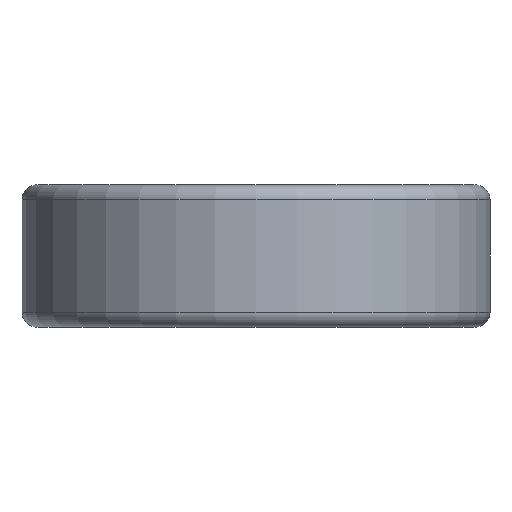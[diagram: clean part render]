
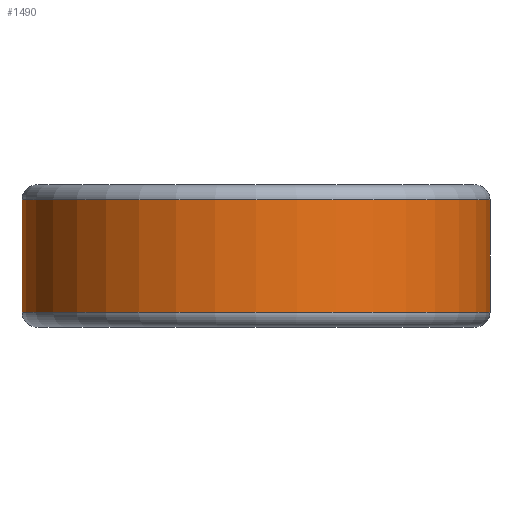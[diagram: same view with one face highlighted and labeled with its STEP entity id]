
A CAD part, front view. The second image highlights one B-rep face of the part: STEP entity #1490.
In plain terms, the highlighted cylindrical face has radius 6.25 mm (diameter 12.5 mm), a partial arc.
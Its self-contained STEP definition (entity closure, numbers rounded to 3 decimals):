
#134=DIRECTION('',(0.,0.,1.));
#135=VECTOR('',#134,3.);
#136=CARTESIAN_POINT('',(6.25,0.,0.4));
#137=LINE('',#136,#135);
#497=CARTESIAN_POINT('',(0.,0.,3.4));
#498=DIRECTION('',(0.,0.,1.));
#499=DIRECTION('',(-1.,0.,0.));
#500=AXIS2_PLACEMENT_3D('',#497,#498,#499);
#502=CARTESIAN_POINT('',(0.,0.,0.4));
#503=DIRECTION('',(0.,0.,-1.));
#504=DIRECTION('',(1.,0.,0.));
#505=AXIS2_PLACEMENT_3D('',#502,#503,#504);
#507=DIRECTION('',(0.,0.,1.));
#508=VECTOR('',#507,3.);
#509=CARTESIAN_POINT('',(-6.25,0.,0.4));
#510=LINE('',#509,#508);
#563=CARTESIAN_POINT('',(-6.25,0.,3.4));
#564=CARTESIAN_POINT('',(6.25,0.,3.4));
#565=VERTEX_POINT('',#563);
#566=VERTEX_POINT('',#564);
#571=CARTESIAN_POINT('',(6.25,0.,0.4));
#572=CARTESIAN_POINT('',(-6.25,0.,0.4));
#573=VERTEX_POINT('',#571);
#574=VERTEX_POINT('',#572);
#1479=CARTESIAN_POINT('',(0.,0.,0.));
#1480=DIRECTION('',(0.,0.,1.));
#1481=DIRECTION('',(1.,0.,0.));
#1482=AXIS2_PLACEMENT_3D('',#1479,#1480,#1481);
#1483=CYLINDRICAL_SURFACE('',#1482,6.25);
#1484=ORIENTED_EDGE('',*,*,#1473,.T.);
#1485=ORIENTED_EDGE('',*,*,#634,.F.);
#1486=ORIENTED_EDGE('',*,*,#595,.T.);
#1487=ORIENTED_EDGE('',*,*,#626,.T.);
#1488=EDGE_LOOP('',(#1484,#1485,#1486,#1487));
#1489=FACE_OUTER_BOUND('',#1488,.F.);
#501=CIRCLE('',#500,6.25);
#506=CIRCLE('',#505,6.25);
#595=EDGE_CURVE('',#573,#574,#506,.T.);
#626=EDGE_CURVE('',#574,#565,#510,.T.);
#634=EDGE_CURVE('',#573,#566,#137,.T.);
#1473=EDGE_CURVE('',#565,#566,#501,.T.);
#1490=ADVANCED_FACE('',(#1489),#1483,.T.);
